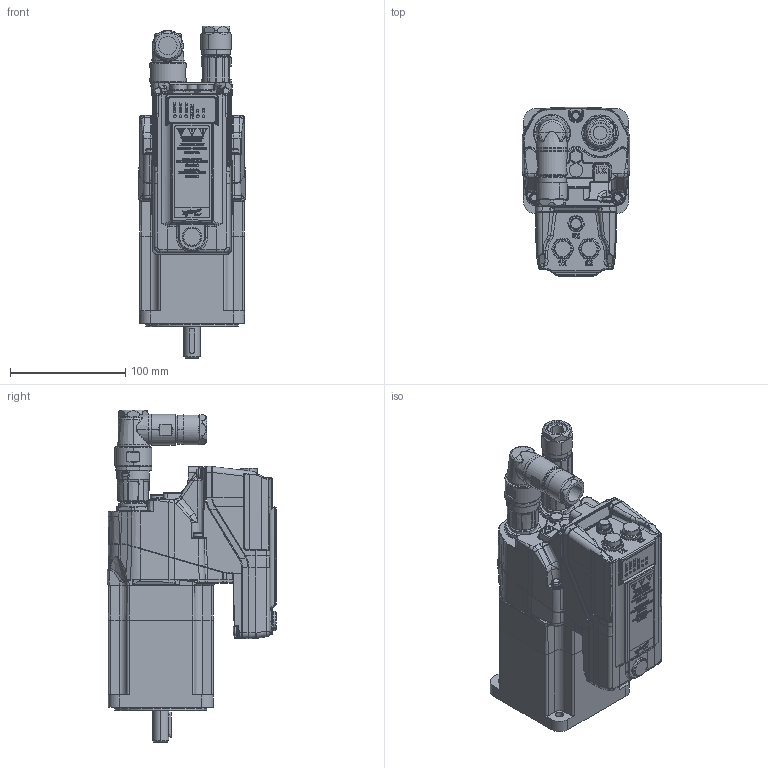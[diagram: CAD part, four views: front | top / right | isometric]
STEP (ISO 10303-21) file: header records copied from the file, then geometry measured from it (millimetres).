
FILE_DESCRIPTION((''),'2;1');
FILE_NAME('ISD520_B56_F6U_SF_LIGHT_ASM','2024-02-16T14:21:07',('U319744'),('Danfoss Drives'),'CREO PARAMETRIC BY PTC INC, 2022124','CREO PARAMETRIC BY PTC INC, 2022124','');
FILE_SCHEMA(('CONFIG_CONTROL_DESIGN','GEOMETRIC_VALIDATION_PROPERTIES_MIM'));
Products named in the file (7): ISD520_B56_DRIVE_E1; 175G0336; 175G0337; HUMMEL_755660000S; 175G0548; B56F6U_SF_AFLANGE_STATOR; ISD520_B56_F6U_SF_LIGHT_ASM
Assembly tree (6 placements, depth 2):
  ISD520_B56_F6U_SF_LIGHT_ASM
    ISD520_B56_DRIVE_E1
    175G0336
    175G0337
    HUMMEL_755660000S
    175G0548
    B56F6U_SF_AFLANGE_STATOR
Bounding box: 93.88 x 147.58 x 288.62 mm (x, y, z)
Volume: 592479.4 mm3; surface area: 211906.3 mm2
Topology: 8 solids, 294 shells, 3206 faces, 10588 edges, 7689 vertices
Faces by surface type: plane 1076, cylinder 847, bspline 537, cone 313, torus 286, extrusion 114, sphere 33
Entity records: 201003 total; most frequent: CARTESIAN_POINT 95152, ORIENTED_EDGE 17485, DIRECTION 14823, EDGE_CURVE 10531, VERTEX_POINT 7686, AXIS2_PLACEMENT_3D 5296, PRESENTATION_STYLE_ASSIGNMENT 4679, STYLED_ITEM 4667
